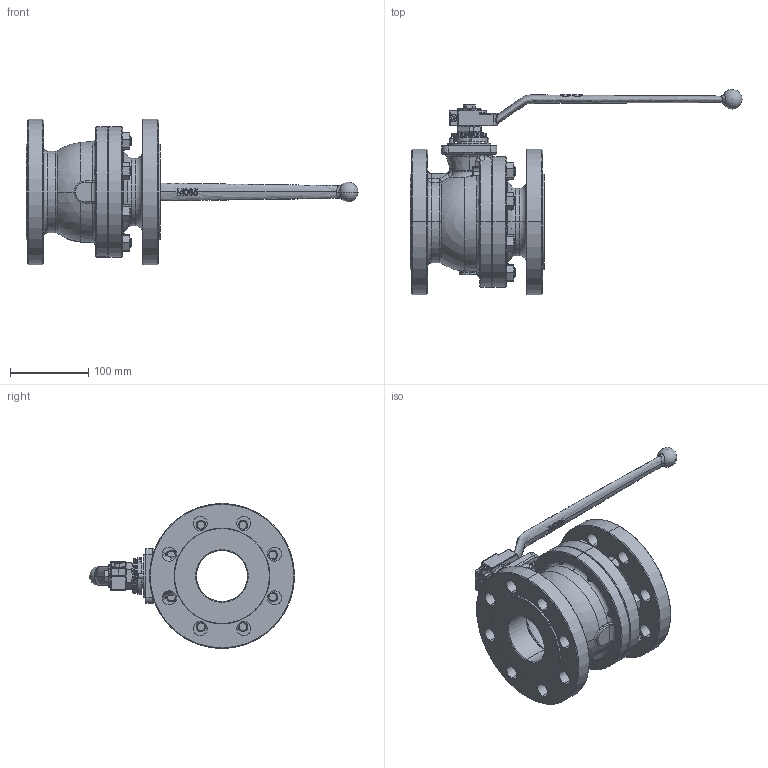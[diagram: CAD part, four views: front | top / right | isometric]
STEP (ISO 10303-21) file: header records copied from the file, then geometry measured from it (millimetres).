
FILE_DESCRIPTION (( 'STEP AP203' ), '1' );
FILE_NAME ('Fig.540 DN-065 TYPE B + WRENCH.STEP', '2021-03-10T11:20:22', ( '' ), ( '' ), 'SwSTEP 2.0', 'SolidWorks 2020', '' );
FILE_SCHEMA (( 'CONFIG_CONTROL_DESIGN' ));
Products named in the file (1): Fig.540 DN-065 TYPE B + WRENCH
Bounding box: 423 x 261.38 x 185 mm (x, y, z)
Volume: 1996724.7 mm3; surface area: 375236.7 mm2
Topology: 33 solids, 33 shells, 1217 faces, 2959 edges, 1819 vertices
Faces by surface type: cylinder 331, plane 330, cone 278, bspline 173, torus 62, sphere 43
Entity records: 55487 total; most frequent: CARTESIAN_POINT 28182, ORIENTED_EDGE 5852, DIRECTION 5379, EDGE_CURVE 2926, AXIS2_PLACEMENT_3D 2237, VERTEX_POINT 1816, EDGE_LOOP 1374, ADVANCED_FACE 1217
